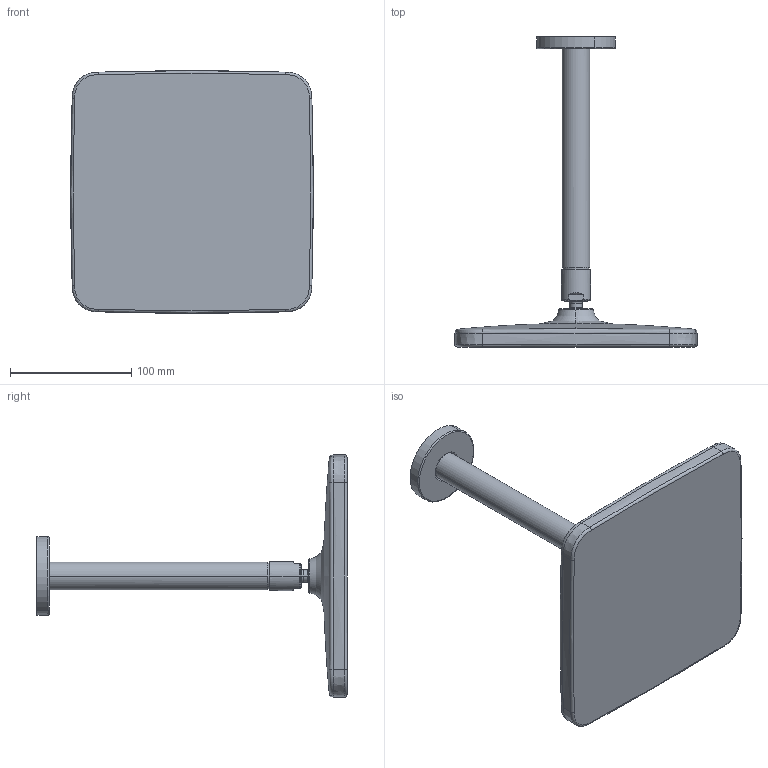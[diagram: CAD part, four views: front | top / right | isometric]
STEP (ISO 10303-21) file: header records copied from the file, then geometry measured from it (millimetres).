
FILE_DESCRIPTION (( 'STEP AP203' ), '1' );
FILE_NAME ('44370200(2021).STEP', '2020-12-11T09:50:19', ( '' ), ( '' ), 'SwSTEP 2.0', 'SolidWorks 2016', '' );
FILE_SCHEMA (( 'CONFIG_CONTROL_DESIGN' ));
Length unit declared in the file: millimetre
Products named in the file (1): 44370200(2021)
Bounding box: 200 x 255.8 x 200 mm (x, y, z)
Volume: 781126.1 mm3; surface area: 112957.4 mm2
Topology: 1 solids, 1 shells, 79 faces, 177 edges, 106 vertices
Faces by surface type: bspline 42, cylinder 12, plane 11, torus 8, cone 6
Entity records: 11015 total; most frequent: CARTESIAN_POINT 9443, ORIENTED_EDGE 354, DIRECTION 242, EDGE_CURVE 177, AXIS2_PLACEMENT_3D 109, VERTEX_POINT 106, EDGE_LOOP 85, ADVANCED_FACE 79
